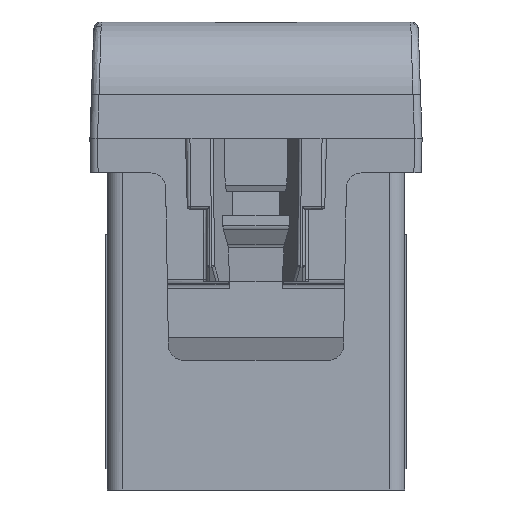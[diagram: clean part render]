
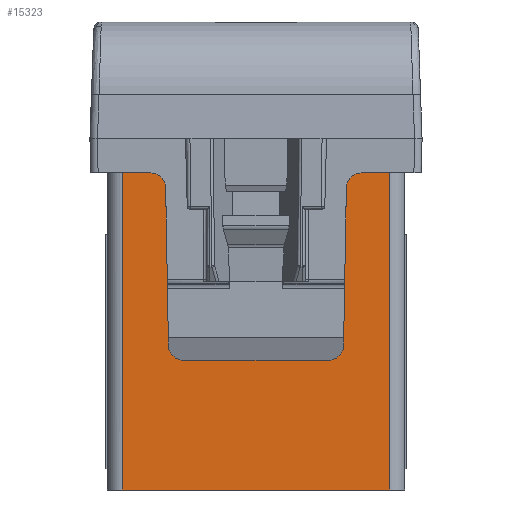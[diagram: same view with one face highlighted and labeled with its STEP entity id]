
A CAD part, front view. The second image highlights one B-rep face of the part: STEP entity #15323.
In plain terms, the highlighted planar face has unit normal (0, -1, 0).
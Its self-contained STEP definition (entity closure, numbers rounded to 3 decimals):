
#15296=AXIS2_PLACEMENT_3D('Plane Axis2P3D',#15293,#15294,#15295) ;
#9088=CARTESIAN_POINT('Vertex',(-8.85,-6.85,1.2)) ;
#9091=CARTESIAN_POINT('Line Origine',(0.,-6.85,1.2)) ;
#9095=CARTESIAN_POINT('Vertex',(8.85,-6.85,1.2)) ;
#15293=CARTESIAN_POINT('Axis2P3D Location',(0.,-6.85,-4.15)) ;
#15298=CARTESIAN_POINT('Line Origine',(-8.85,-6.85,-9.3)) ;
#15302=CARTESIAN_POINT('Vertex',(-8.85,-6.85,-19.8)) ;
#15305=CARTESIAN_POINT('Line Origine',(0.,-6.85,-19.8)) ;
#15309=CARTESIAN_POINT('Vertex',(8.85,-6.85,-19.8)) ;
#15312=CARTESIAN_POINT('Line Origine',(8.85,-6.85,-9.3)) ;
#9092=DIRECTION('Vector Direction',(1.,0.,0.)) ;
#15294=DIRECTION('Axis2P3D Direction',(0.,-1.,0.)) ;
#15295=DIRECTION('Axis2P3D XDirection',(1.,0.,0.)) ;
#15299=DIRECTION('Vector Direction',(0.,0.,-1.)) ;
#15306=DIRECTION('Vector Direction',(1.,0.,0.)) ;
#15313=DIRECTION('Vector Direction',(0.,0.,1.)) ;
#9093=VECTOR('Line Direction',#9092,1.) ;
#15300=VECTOR('Line Direction',#15299,1.) ;
#15307=VECTOR('Line Direction',#15306,1.) ;
#15314=VECTOR('Line Direction',#15313,1.) ;
#15318=ORIENTED_EDGE('',*,*,#15304,.T.) ;
#15319=ORIENTED_EDGE('',*,*,#15311,.F.) ;
#15320=ORIENTED_EDGE('',*,*,#15316,.T.) ;
#15321=ORIENTED_EDGE('',*,*,#9097,.T.) ;
#15323=ADVANCED_FACE('',(#15322),#15297,.T.) ;
#9097=EDGE_CURVE('',#9096,#9089,#9094,.F.) ;
#15304=EDGE_CURVE('',#9089,#15303,#15301,.T.) ;
#15311=EDGE_CURVE('',#15310,#15303,#15308,.F.) ;
#15316=EDGE_CURVE('',#15310,#9096,#15315,.T.) ;
#15317=EDGE_LOOP('',(#15318,#15319,#15320,#15321)) ;
#15322=FACE_OUTER_BOUND('',#15317,.T.) ;
#9094=LINE('Line',#9091,#9093) ;
#15301=LINE('Line',#15298,#15300) ;
#15308=LINE('Line',#15305,#15307) ;
#15315=LINE('Line',#15312,#15314) ;
#15297=PLANE('',#15296) ;
#9089=VERTEX_POINT('',#9088) ;
#9096=VERTEX_POINT('',#9095) ;
#15303=VERTEX_POINT('',#15302) ;
#15310=VERTEX_POINT('',#15309) ;
